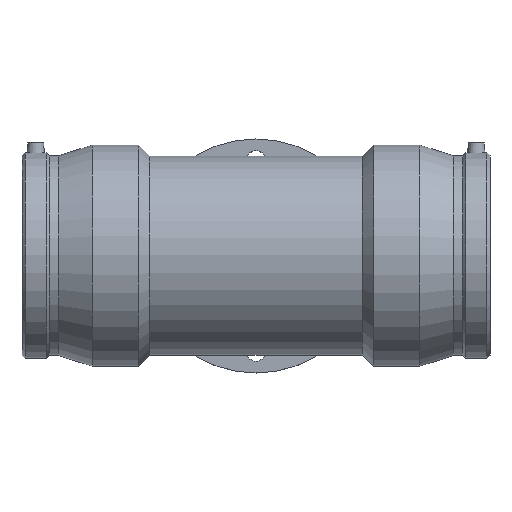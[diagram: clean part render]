
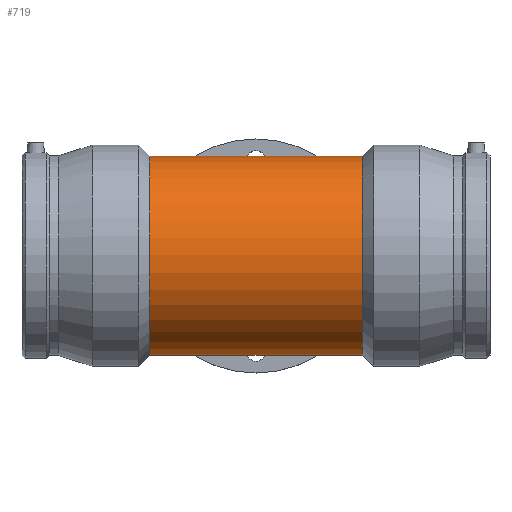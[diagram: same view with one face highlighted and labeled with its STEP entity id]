
A CAD part, top view. The second image highlights one B-rep face of the part: STEP entity #719.
In plain terms, the highlighted cylindrical face has radius 93.6 mm (diameter 187.2 mm), a full revolution.
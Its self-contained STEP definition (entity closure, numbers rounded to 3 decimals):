
#79=FACE_BOUND('',#331,.T.);
#80=FACE_BOUND('',#332,.T.);
#147=CIRCLE('',#807,93.6);
#148=CIRCLE('',#808,93.6);
#199=CYLINDRICAL_SURFACE('',#806,93.6);
#235=FACE_OUTER_BOUND('',#330,.T.);
#330=EDGE_LOOP('',(#616));
#331=EDGE_LOOP('',(#617));
#332=EDGE_LOOP('',(#618));
#416=B_SPLINE_CURVE_WITH_KNOTS('',3,(#1453,#1454,#1455,#1456,#1457,#1458,
#1459,#1460,#1461,#1462,#1463,#1464,#1465,#1466,#1467,#1468,#1469,#1470,
#1471,#1472,#1473,#1474,#1475,#1476,#1477,#1478,#1479,#1480,#1481,#1482,
#1483,#1484,#1485,#1486,#1487,#1488,#1489,#1490,#1491,#1492,#1493,#1494,
#1495,#1496,#1497,#1498,#1499,#1500,#1501,#1502,#1503,#1504,#1505,#1506,
#1507,#1508,#1509,#1510,#1511,#1512,#1513,#1514,#1515,#1516,#1517,#1518),
 .UNSPECIFIED.,.T.,.F.,(4,2,2,2,2,2,2,2,2,2,2,2,2,2,2,2,2,2,2,2,2,2,2,2,
2,2,2,2,2,2,2,2,4),(0.,1.233,2.466,3.7,
4.933,6.152,7.372,8.591,9.811,
11.03,12.25,13.469,14.689,15.922,
17.155,18.388,19.621,20.854,22.088,
23.321,24.554,25.773,26.993,28.212,
29.432,30.651,31.871,33.09,34.31,
35.543,36.776,38.009,39.243),
 .UNSPECIFIED.);
#439=VERTEX_POINT('',#1452);
#448=VERTEX_POINT('',#1545);
#449=VERTEX_POINT('',#1547);
#509=EDGE_CURVE('',#439,#439,#416,.T.);
#518=EDGE_CURVE('',#448,#448,#147,.T.);
#519=EDGE_CURVE('',#449,#449,#148,.T.);
#616=ORIENTED_EDGE('',*,*,#518,.F.);
#617=ORIENTED_EDGE('',*,*,#519,.T.);
#618=ORIENTED_EDGE('',*,*,#509,.T.);
#719=ADVANCED_FACE('',(#235,#79,#80),#199,.T.);
#806=AXIS2_PLACEMENT_3D('',#1544,#977,#978);
#807=AXIS2_PLACEMENT_3D('',#1546,#979,#980);
#808=AXIS2_PLACEMENT_3D('',#1548,#981,#982);
#977=DIRECTION('center_axis',(1.,0.,0.));
#978=DIRECTION('ref_axis',(0.,1.,0.));
#979=DIRECTION('center_axis',(1.,0.,0.));
#980=DIRECTION('ref_axis',(0.,0.,-1.));
#981=DIRECTION('center_axis',(1.,0.,0.));
#982=DIRECTION('ref_axis',(0.,0.,-1.));
#1452=CARTESIAN_POINT('',(0.,62.5,-69.676));
#1453=CARTESIAN_POINT('Ctrl Pts',(0.,62.5,-69.676));
#1454=CARTESIAN_POINT('Ctrl Pts',(-4.111,62.5,-69.676));
#1455=CARTESIAN_POINT('Ctrl Pts',(-8.285,62.089,-70.051));
#1456=CARTESIAN_POINT('Ctrl Pts',(-16.469,60.435,-71.482));
#1457=CARTESIAN_POINT('Ctrl Pts',(-20.48,59.194,-72.534));
#1458=CARTESIAN_POINT('Ctrl Pts',(-28.105,55.977,-75.044));
#1459=CARTESIAN_POINT('Ctrl Pts',(-31.727,54.,-76.501));
#1460=CARTESIAN_POINT('Ctrl Pts',(-38.412,49.468,-79.507));
#1461=CARTESIAN_POINT('Ctrl Pts',(-41.476,46.912,-81.054));
#1462=CARTESIAN_POINT('Ctrl Pts',(-46.882,41.506,-83.949));
#1463=CARTESIAN_POINT('Ctrl Pts',(-49.432,38.459,-85.41));
#1464=CARTESIAN_POINT('Ctrl Pts',(-53.974,31.771,-88.117));
#1465=CARTESIAN_POINT('Ctrl Pts',(-55.966,28.131,-89.361));
#1466=CARTESIAN_POINT('Ctrl Pts',(-59.202,20.462,-91.422));
#1467=CARTESIAN_POINT('Ctrl Pts',(-60.448,16.426,-92.24));
#1468=CARTESIAN_POINT('Ctrl Pts',(-62.097,8.228,-93.329));
#1469=CARTESIAN_POINT('Ctrl Pts',(-62.5,4.065,-93.6));
#1470=CARTESIAN_POINT('Ctrl Pts',(-62.5,-4.065,-93.6));
#1471=CARTESIAN_POINT('Ctrl Pts',(-62.097,-8.228,-93.329));
#1472=CARTESIAN_POINT('Ctrl Pts',(-60.448,-16.426,-92.24));
#1473=CARTESIAN_POINT('Ctrl Pts',(-59.202,-20.462,-91.422));
#1474=CARTESIAN_POINT('Ctrl Pts',(-55.966,-28.131,-89.361));
#1475=CARTESIAN_POINT('Ctrl Pts',(-53.974,-31.771,-88.117));
#1476=CARTESIAN_POINT('Ctrl Pts',(-49.432,-38.459,-85.41));
#1477=CARTESIAN_POINT('Ctrl Pts',(-46.882,-41.506,-83.949));
#1478=CARTESIAN_POINT('Ctrl Pts',(-41.476,-46.912,-81.054));
#1479=CARTESIAN_POINT('Ctrl Pts',(-38.412,-49.468,-79.507));
#1480=CARTESIAN_POINT('Ctrl Pts',(-31.727,-54.,-76.501));
#1481=CARTESIAN_POINT('Ctrl Pts',(-28.105,-55.977,-75.044));
#1482=CARTESIAN_POINT('Ctrl Pts',(-20.48,-59.194,-72.534));
#1483=CARTESIAN_POINT('Ctrl Pts',(-16.469,-60.435,-71.482));
#1484=CARTESIAN_POINT('Ctrl Pts',(-8.285,-62.089,-70.051));
#1485=CARTESIAN_POINT('Ctrl Pts',(-4.111,-62.5,-69.676));
#1486=CARTESIAN_POINT('Ctrl Pts',(4.111,-62.5,-69.676));
#1487=CARTESIAN_POINT('Ctrl Pts',(8.285,-62.089,-70.051));
#1488=CARTESIAN_POINT('Ctrl Pts',(16.469,-60.435,-71.482));
#1489=CARTESIAN_POINT('Ctrl Pts',(20.48,-59.194,-72.534));
#1490=CARTESIAN_POINT('Ctrl Pts',(28.105,-55.977,-75.044));
#1491=CARTESIAN_POINT('Ctrl Pts',(31.727,-54.,-76.501));
#1492=CARTESIAN_POINT('Ctrl Pts',(38.412,-49.468,-79.507));
#1493=CARTESIAN_POINT('Ctrl Pts',(41.476,-46.912,-81.054));
#1494=CARTESIAN_POINT('Ctrl Pts',(46.882,-41.506,-83.949));
#1495=CARTESIAN_POINT('Ctrl Pts',(49.432,-38.459,-85.41));
#1496=CARTESIAN_POINT('Ctrl Pts',(53.974,-31.771,-88.117));
#1497=CARTESIAN_POINT('Ctrl Pts',(55.966,-28.131,-89.361));
#1498=CARTESIAN_POINT('Ctrl Pts',(59.202,-20.462,-91.422));
#1499=CARTESIAN_POINT('Ctrl Pts',(60.448,-16.426,-92.24));
#1500=CARTESIAN_POINT('Ctrl Pts',(62.097,-8.228,-93.329));
#1501=CARTESIAN_POINT('Ctrl Pts',(62.5,-4.065,-93.6));
#1502=CARTESIAN_POINT('Ctrl Pts',(62.5,4.065,-93.6));
#1503=CARTESIAN_POINT('Ctrl Pts',(62.097,8.228,-93.329));
#1504=CARTESIAN_POINT('Ctrl Pts',(60.448,16.426,-92.24));
#1505=CARTESIAN_POINT('Ctrl Pts',(59.202,20.462,-91.422));
#1506=CARTESIAN_POINT('Ctrl Pts',(55.966,28.131,-89.361));
#1507=CARTESIAN_POINT('Ctrl Pts',(53.974,31.771,-88.117));
#1508=CARTESIAN_POINT('Ctrl Pts',(49.432,38.459,-85.41));
#1509=CARTESIAN_POINT('Ctrl Pts',(46.882,41.506,-83.949));
#1510=CARTESIAN_POINT('Ctrl Pts',(41.476,46.912,-81.054));
#1511=CARTESIAN_POINT('Ctrl Pts',(38.412,49.468,-79.507));
#1512=CARTESIAN_POINT('Ctrl Pts',(31.727,54.,-76.501));
#1513=CARTESIAN_POINT('Ctrl Pts',(28.105,55.977,-75.044));
#1514=CARTESIAN_POINT('Ctrl Pts',(20.48,59.194,-72.534));
#1515=CARTESIAN_POINT('Ctrl Pts',(16.469,60.435,-71.482));
#1516=CARTESIAN_POINT('Ctrl Pts',(8.285,62.089,-70.051));
#1517=CARTESIAN_POINT('Ctrl Pts',(4.111,62.5,-69.676));
#1518=CARTESIAN_POINT('Ctrl Pts',(0.,62.5,-69.676));
#1544=CARTESIAN_POINT('Origin',(0.,0.,0.));
#1545=CARTESIAN_POINT('',(100.1,93.6,0.));
#1546=CARTESIAN_POINT('Origin',(100.1,0.,0.));
#1547=CARTESIAN_POINT('',(-100.1,93.6,0.));
#1548=CARTESIAN_POINT('Origin',(-100.1,0.,0.));
